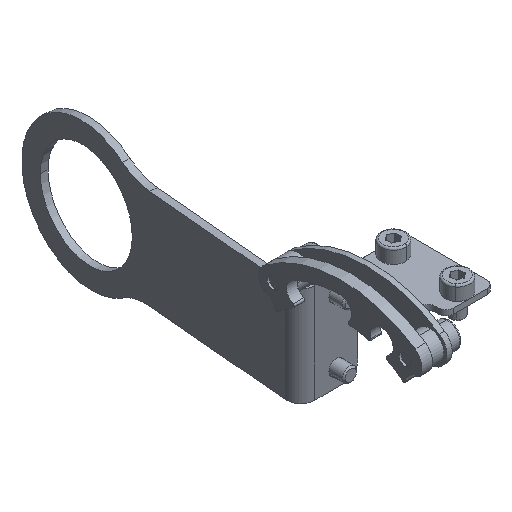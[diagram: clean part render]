
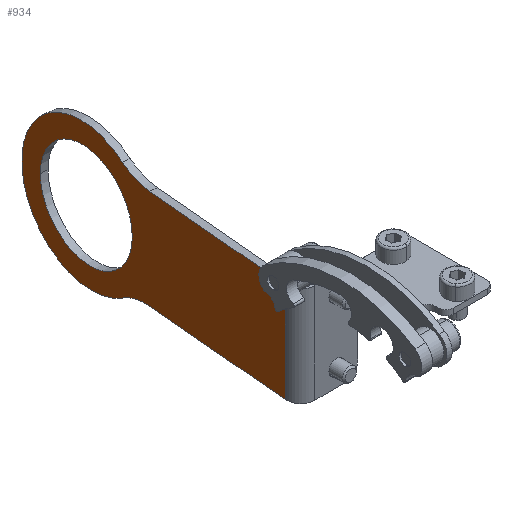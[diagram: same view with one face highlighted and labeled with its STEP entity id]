
A CAD part, isometric view. The second image highlights one B-rep face of the part: STEP entity #934.
In plain terms, the highlighted planar face has unit normal (-0.996, 0.087, 0).
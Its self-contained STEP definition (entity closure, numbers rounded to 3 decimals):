
#11 = CARTESIAN_POINT ( 'NONE',  ( 440.878, 79.616, 774.529 ) ) ;
#571 = AXIS2_PLACEMENT_3D ( 'NONE', #5214, #3762, #5151 ) ;
#621 = DIRECTION ( 'NONE',  ( 0.996, -0.087, 0. ) ) ;
#754 = EDGE_CURVE ( 'NONE', #4130, #4259, #1897, .T. ) ;
#775 = CARTESIAN_POINT ( 'NONE',  ( 440.878, 79.616, 807.671 ) ) ;
#838 = FACE_OUTER_BOUND ( 'NONE', #1490, .T. ) ;
#878 = DIRECTION ( 'NONE',  ( 0.996, -0.087, 0. ) ) ;
#934 = ADVANCED_FACE ( 'NONE', ( #3750, #838 ), #2633, .T. ) ;
#1155 = ORIENTED_EDGE ( 'NONE', *, *, #1166, .F. ) ;
#1166 = EDGE_CURVE ( 'NONE', #5924, #2173, #2423, .T. ) ;
#1219 = CARTESIAN_POINT ( 'NONE',  ( 441.854, 90.771, 791.1 ) ) ;
#1236 = CARTESIAN_POINT ( 'NONE',  ( 441.854, 90.771, 791.1 ) ) ;
#1238 = ORIENTED_EDGE ( 'NONE', *, *, #4914, .F. ) ;
#1346 = EDGE_CURVE ( 'NONE', #2173, #5924, #3807, .T. ) ;
#1490 = EDGE_LOOP ( 'NONE', ( #4414, #3335, #1949, #3975, #1238, #3355 ) ) ;
#1673 = AXIS2_PLACEMENT_3D ( 'NONE', #4990, #621, #5037 ) ;
#1700 = DIRECTION ( 'NONE',  ( -0.087, -0.996, 0. ) ) ;
#1717 = DIRECTION ( 'NONE',  ( -0.087, -0.996, 0. ) ) ;
#1851 = DIRECTION ( 'NONE',  ( 0.087, 0.996, 0. ) ) ;
#1897 = CIRCLE ( 'NONE', #1673, 15. ) ;
#1949 = ORIENTED_EDGE ( 'NONE', *, *, #5506, .T. ) ;
#1965 = VERTEX_POINT ( 'NONE', #1981 ) ;
#1981 = CARTESIAN_POINT ( 'NONE',  ( 436.48, 29.349, 777.1 ) ) ;
#2086 = EDGE_CURVE ( 'NONE', #2536, #1965, #5990, .T. ) ;
#2173 = VERTEX_POINT ( 'NONE', #4615 ) ;
#2423 = CIRCLE ( 'NONE', #5577, 14.25 ) ;
#2452 = AXIS2_PLACEMENT_3D ( 'NONE', #3811, #878, #4289 ) ;
#2536 = VERTEX_POINT ( 'NONE', #3629 ) ;
#2563 = CARTESIAN_POINT ( 'NONE',  ( 440.146, 71.25, 777.1 ) ) ;
#2588 = CARTESIAN_POINT ( 'NONE',  ( 436.48, 29.349, 805.1 ) ) ;
#2621 = CARTESIAN_POINT ( 'NONE',  ( 440.146, 71.25, 805.1 ) ) ;
#2633 = PLANE ( 'NONE',  #571 ) ;
#2699 = VECTOR ( 'NONE', #1851, 1000. ) ;
#2835 = AXIS2_PLACEMENT_3D ( 'NONE', #1219, #4636, #1700 ) ;
#2864 = CARTESIAN_POINT ( 'NONE',  ( 441.854, 90.771, 791.1 ) ) ;
#2868 = VECTOR ( 'NONE', #5551, 1000. ) ;
#3116 = CARTESIAN_POINT ( 'NONE',  ( 436.1, 25., 777.1 ) ) ;
#3335 = ORIENTED_EDGE ( 'NONE', *, *, #5663, .T. ) ;
#3354 = DIRECTION ( 'NONE',  ( -0.087, -0.996, 0. ) ) ;
#3355 = ORIENTED_EDGE ( 'NONE', *, *, #2086, .F. ) ;
#3366 = EDGE_CURVE ( 'NONE', #2536, #4910, #5301, .T. ) ;
#3409 = VECTOR ( 'NONE', #5023, 1000. ) ;
#3629 = CARTESIAN_POINT ( 'NONE',  ( 436.48, 29.349, 805.1 ) ) ;
#3750 = FACE_BOUND ( 'NONE', #5614, .T. ) ;
#3762 = DIRECTION ( 'NONE',  ( -0.996, 0.087, 0. ) ) ;
#3807 = CIRCLE ( 'NONE', #4803, 14.25 ) ;
#3811 = CARTESIAN_POINT ( 'NONE',  ( 440.146, 71.25, 820.1 ) ) ;
#3816 = CARTESIAN_POINT ( 'NONE',  ( 436.1, 25., 805.1 ) ) ;
#3975 = ORIENTED_EDGE ( 'NONE', *, *, #754, .T. ) ;
#4130 = VERTEX_POINT ( 'NONE', #11 ) ;
#4163 = LINE ( 'NONE', #3116, #2868 ) ;
#4259 = VERTEX_POINT ( 'NONE', #2563 ) ;
#4289 = DIRECTION ( 'NONE',  ( -0.087, -0.996, 0. ) ) ;
#4414 = ORIENTED_EDGE ( 'NONE', *, *, #3366, .T. ) ;
#4477 = VERTEX_POINT ( 'NONE', #775 ) ;
#4615 = CARTESIAN_POINT ( 'NONE',  ( 443.096, 104.967, 791.1 ) ) ;
#4636 = DIRECTION ( 'NONE',  ( -0.996, 0.087, 0. ) ) ;
#4650 = DIRECTION ( 'NONE',  ( -0.996, 0.087, 0. ) ) ;
#4803 = AXIS2_PLACEMENT_3D ( 'NONE', #2864, #6266, #3354 ) ;
#4841 = CIRCLE ( 'NONE', #2835, 20. ) ;
#4910 = VERTEX_POINT ( 'NONE', #2621 ) ;
#4914 = EDGE_CURVE ( 'NONE', #1965, #4259, #4163, .T. ) ;
#4987 = CARTESIAN_POINT ( 'NONE',  ( 440.612, 76.576, 791.1 ) ) ;
#4990 = CARTESIAN_POINT ( 'NONE',  ( 440.146, 71.25, 762.1 ) ) ;
#5023 = DIRECTION ( 'NONE',  ( 0., 0., -1. ) ) ;
#5037 = DIRECTION ( 'NONE',  ( -0.087, -0.996, 0. ) ) ;
#5151 = DIRECTION ( 'NONE',  ( -0.087, -0.996, 0. ) ) ;
#5214 = CARTESIAN_POINT ( 'NONE',  ( 436.1, 25., 805.1 ) ) ;
#5226 = CIRCLE ( 'NONE', #2452, 15. ) ;
#5301 = LINE ( 'NONE', #3816, #2699 ) ;
#5506 = EDGE_CURVE ( 'NONE', #4477, #4130, #4841, .T. ) ;
#5551 = DIRECTION ( 'NONE',  ( 0.087, 0.996, 0. ) ) ;
#5577 = AXIS2_PLACEMENT_3D ( 'NONE', #1236, #4650, #1717 ) ;
#5614 = EDGE_LOOP ( 'NONE', ( #1155, #6122 ) ) ;
#5663 = EDGE_CURVE ( 'NONE', #4910, #4477, #5226, .T. ) ;
#5924 = VERTEX_POINT ( 'NONE', #4987 ) ;
#5990 = LINE ( 'NONE', #2588, #3409 ) ;
#6122 = ORIENTED_EDGE ( 'NONE', *, *, #1346, .F. ) ;
#6266 = DIRECTION ( 'NONE',  ( -0.996, 0.087, 0. ) ) ;
